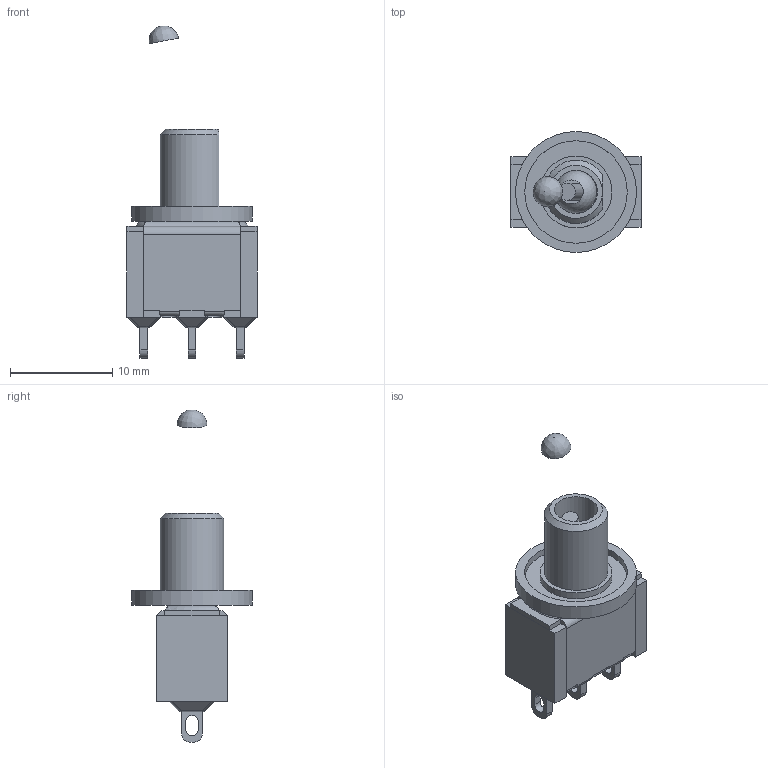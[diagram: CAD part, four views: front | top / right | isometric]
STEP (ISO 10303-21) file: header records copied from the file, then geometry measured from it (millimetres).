
FILE_DESCRIPTION(/* description */ (''),/* implementation_level */ '2;1');
FILE_NAME(/* name */ '100SPxT1B9M1xE.stp',/* time_stamp */ '2021-07-19T14:11:26-05:00',/* author */ ('mwilliams'),/* organization */ (''),/* preprocessor_version */ 'ST-DEVELOPER v18',/* originating_system */ 'Autodesk Inventor 2020',/* authorisation */ '');
FILE_SCHEMA (('AUTOMOTIVE_DESIGN { 1 0 10303 214 3 1 1 }'));
Length unit declared in the file: inch
Products named in the file (1): T111001_Shrinkwrap_1
Bounding box: 12.7 x 11.81 x 32.42 mm (x, y, z)
Volume: 1173.1 mm3; surface area: 1943.5 mm2
Topology: 7 solids, 7 shells, 222 faces, 551 edges, 341 vertices
Faces by surface type: plane 141, cylinder 62, sphere 13, cone 3, torus 2, bspline 1
Full cylindrical faces by diameter (mm): 1.65 x1, 4.2 x1, 7.01 x1, 10.01 x1, 11.81 x1
Entity records: 6540 total; most frequent: CARTESIAN_POINT 1185, DIRECTION 1119, ORIENTED_EDGE 1078, EDGE_CURVE 539, LINE 393, VECTOR 393, AXIS2_PLACEMENT_3D 363, VERTEX_POINT 341
